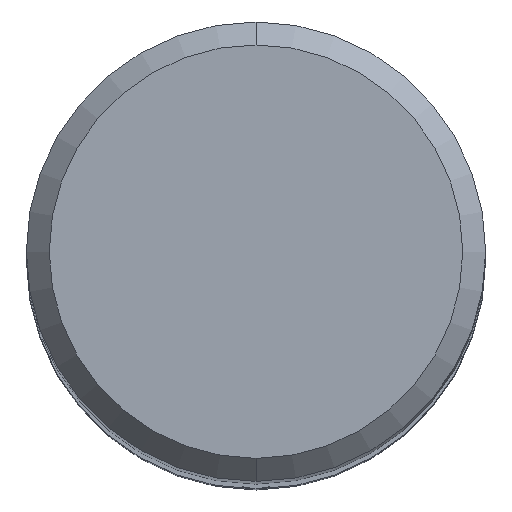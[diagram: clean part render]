
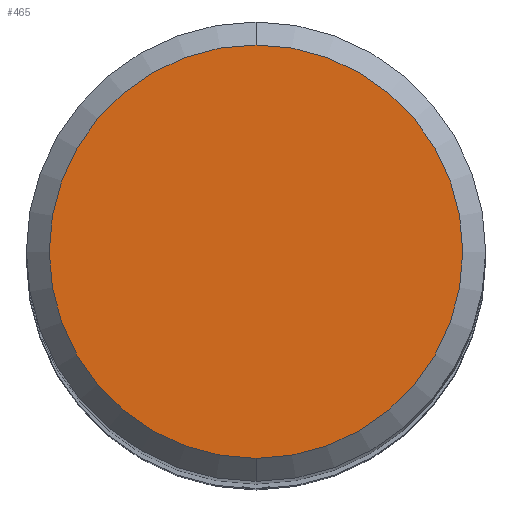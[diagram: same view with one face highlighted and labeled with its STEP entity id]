
A CAD part, top view. The second image highlights one B-rep face of the part: STEP entity #465.
In plain terms, the highlighted planar face has unit normal (0, 0, 1).
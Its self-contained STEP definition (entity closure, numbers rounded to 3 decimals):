
#255=VERTEX_POINT('',#593);
#277=VERTEX_POINT('',#618);
#291=EDGE_CURVE('',#255,#277,#633,.T.);
#345=EDGE_CURVE('',#277,#255,#691,.T.);
#465=ADVANCED_FACE('',(#824),#825,.T.);
#593=CARTESIAN_POINT('',(0.,-7.2,0.0));
#618=CARTESIAN_POINT('',(0.0,7.2,0.0));
#633=CIRCLE('',#1154,7.2);
#691=CIRCLE('',#1296,7.2);
#824=FACE_OUTER_BOUND('',#1539,.T.);
#825=PLANE('',#1540);
#1154=AXIS2_PLACEMENT_3D('',#1736,#1737,#1738);
#1296=AXIS2_PLACEMENT_3D('',#1788,#1789,#1790);
#1539=EDGE_LOOP('',(#1943,#1944));
#1540=AXIS2_PLACEMENT_3D('',#1945,#1946,#1947);
#1736=CARTESIAN_POINT('',(0.0,0.0,0.0));
#1737=DIRECTION('',(0.0,0.0,-1.0));
#1738=DIRECTION('',(0.0,1.0,0.0));
#1788=CARTESIAN_POINT('',(0.0,0.0,0.0));
#1789=DIRECTION('',(0.0,0.0,-1.0));
#1790=DIRECTION('',(0.0,1.0,0.0));
#1943=ORIENTED_EDGE('',*,*,#345,.F.);
#1944=ORIENTED_EDGE('',*,*,#291,.F.);
#1945=CARTESIAN_POINT('',(0.0,3.6,0.0));
#1946=DIRECTION('',(-0.0,0.0,1.0));
#1947=DIRECTION('',(0.0,-1.0,0.0));
